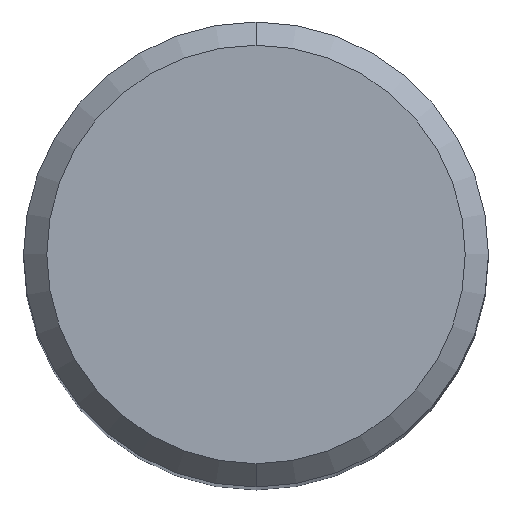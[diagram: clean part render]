
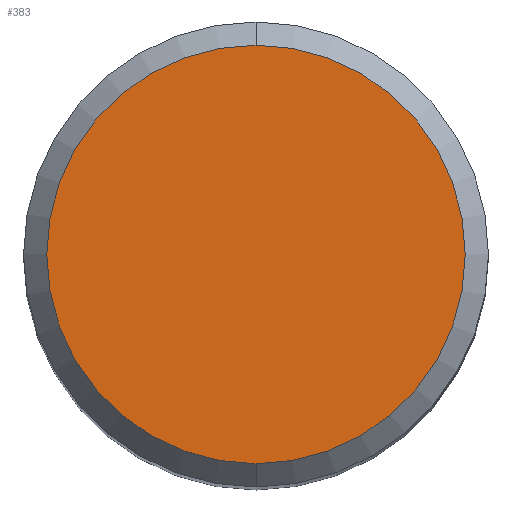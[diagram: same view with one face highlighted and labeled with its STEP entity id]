
A CAD part, top view. The second image highlights one B-rep face of the part: STEP entity #383.
In plain terms, the highlighted planar face has unit normal (0, 0, 1).
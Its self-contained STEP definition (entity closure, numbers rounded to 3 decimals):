
#213=VERTEX_POINT('',#522);
#227=EDGE_CURVE('',#381,#213,#537,.T.);
#273=EDGE_CURVE('',#213,#381,#589,.T.);
#381=VERTEX_POINT('',#711);
#383=ADVANCED_FACE('',(#713),#714,.T.);
#522=CARTESIAN_POINT('',(0.0,5.4,0.0));
#537=CIRCLE('',#934,5.4);
#589=CIRCLE('',#1097,5.4);
#711=CARTESIAN_POINT('',(0.,-5.4,0.0));
#713=FACE_OUTER_BOUND('',#1286,.T.);
#714=PLANE('',#1287);
#934=AXIS2_PLACEMENT_3D('',#1555,#1556,#1557);
#1097=AXIS2_PLACEMENT_3D('',#1626,#1627,#1628);
#1286=EDGE_LOOP('',(#1787,#1788));
#1287=AXIS2_PLACEMENT_3D('',#1789,#1790,#1791);
#1555=CARTESIAN_POINT('',(0.0,0.0,0.0));
#1556=DIRECTION('',(0.0,0.0,-1.0));
#1557=DIRECTION('',(0.0,1.0,0.0));
#1626=CARTESIAN_POINT('',(0.0,0.0,0.0));
#1627=DIRECTION('',(0.0,0.0,-1.0));
#1628=DIRECTION('',(0.0,1.0,0.0));
#1787=ORIENTED_EDGE('',*,*,#273,.F.);
#1788=ORIENTED_EDGE('',*,*,#227,.F.);
#1789=CARTESIAN_POINT('',(0.0,2.7,0.0));
#1790=DIRECTION('',(-0.0,0.0,1.0));
#1791=DIRECTION('',(0.0,-1.0,0.0));
